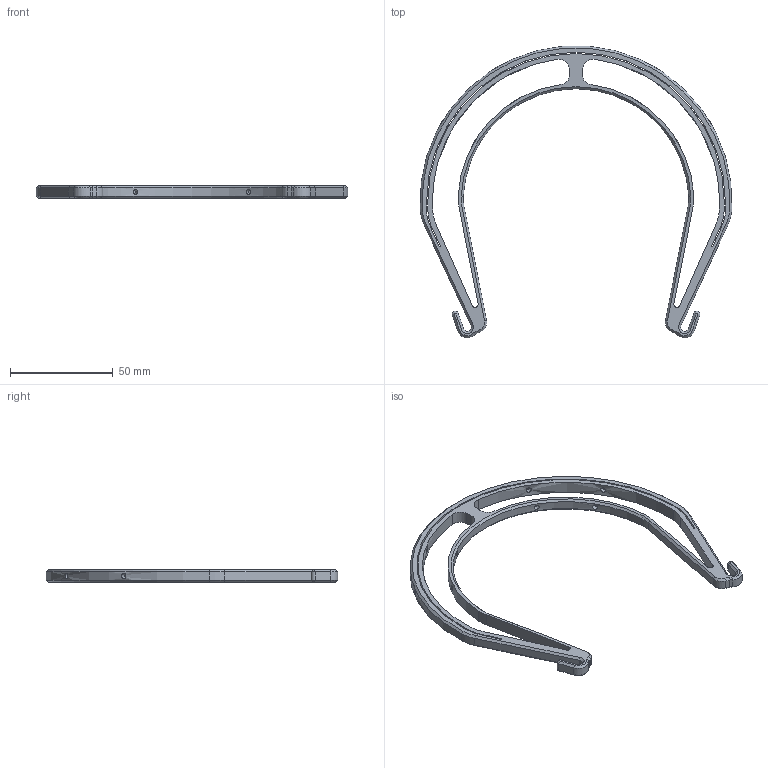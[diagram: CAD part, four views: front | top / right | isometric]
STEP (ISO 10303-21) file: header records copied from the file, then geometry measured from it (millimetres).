
FILE_DESCRIPTION( ( '' ), ' ' );
FILE_NAME( '5e7a1be9a79b280eb8fe6f4b.step', '2020-03-24T14:40:41', ( '' ), ( '' ), ' ', ' ', ' ' );
FILE_SCHEMA( ( 'AUTOMOTIVE_DESIGN { 1 0 10303 214 1 1 1 1 }' ) );
Length unit declared in the file: metre
Products named in the file (1): Part 1
Bounding box: 151.81 x 142.02 x 6 mm (x, y, z)
Volume: 16507.2 mm3; surface area: 16615.3 mm2
Topology: 1 solids, 1 shells, 128 faces, 326 edges, 200 vertices
Faces by surface type: cylinder 50, plane 46, cone 32
Full cylindrical faces by diameter (mm): 2.5 x12
Entity records: 5702 total; most frequent: CARTESIAN_POINT 1531, DIRECTION 656, ORIENTED_EDGE 628, EDGE_CURVE 314, AXIS2_PLACEMENT_3D 237, VERTEX_POINT 200, LINE 182, VECTOR 182
